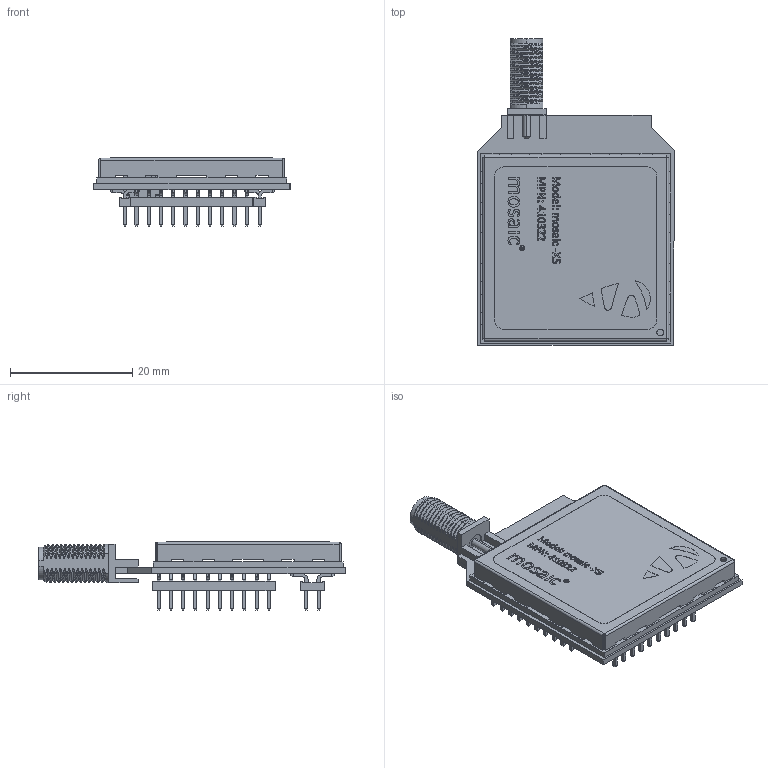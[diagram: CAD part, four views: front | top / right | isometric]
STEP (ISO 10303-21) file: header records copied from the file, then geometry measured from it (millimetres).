
FILE_DESCRIPTION (( 'STEP AP214' ), '1' );
FILE_NAME ('AS-RTK3B-MICRO-MX-L125SMAHS-00.STEP', '2023-03-20T06:15:49', ( '' ), ( '' ), 'SwSTEP 2.0', 'SolidWorks 2020', '' );
FILE_SCHEMA (( 'AUTOMOTIVE_DESIGN' ));
Length unit declared in the file: millimetre
Products named in the file (13): 73251-2123.stp; TMM-110-01-G-S-SM-P-TR_sm_pins2.stp; TMM-110-01-L-D-SM_sm_pins2.stp; TMM-110-01-L-D-SM_pins1.stp; TMM-110-01-G-S-SM-P-TR_body.stp; TMM-110-01-G-S-SM-P-TR.stp; TMM-110-01-L-D-SM_body.stp; TMM-110-01-G-S-SM_pins1.stp; TMM-110-01-L-D-SM.stp; AS-RTK3B-MICRO-MX-L125SMAHS-00; PCB_srtk3bmicro; Mosaic-410322--3DModel-STEP-1.step
Assembly tree (15 placements, depth 3):
  AS-RTK3B-MICRO-MX-L125SMAHS-00
    PCB_srtk3bmicro
    TMM-110-01-L-D-SM.stp
      TMM-110-01-L-D-SM_sm_pins2.stp
      TMM-110-01-L-D-SM_pins1.stp
      TMM-110-01-L-D-SM_body.stp
    TMM-110-01-G-S-SM-P-TR.stp
      TMM-110-01-G-S-SM-P-TR_sm_pins2.stp
      TMM-110-01-G-S-SM_pins1.stp
      TMM-110-01-G-S-SM-P-TR_body.stp
    Mosaic-410322--3DModel-STEP-1.step
    TMM-110-01-G-S-SM-P-TR.stp
      TMM-110-01-G-S-SM-P-TR_sm_pins2.stp
      TMM-110-01-G-S-SM_pins1.stp
      TMM-110-01-G-S-SM-P-TR_body.stp
    73251-2123.stp
Bounding box: 32.13 x 50.04 x 11.14 mm (x, y, z)
Volume: 3138.5 mm3; surface area: 11259.6 mm2
Topology: 325 solids, 325 shells, 4546 faces, 10480 edges, 6863 vertices
Faces by surface type: plane 2554, cylinder 1212, bspline 648, cone 128, torus 4
Entity records: 155695 total; most frequent: CARTESIAN_POINT 59650, ORIENTED_EDGE 19364, DIRECTION 17184, EDGE_CURVE 9682, VERTEX_POINT 6359, AXIS2_PLACEMENT_3D 5787, LINE 5610, VECTOR 5610
